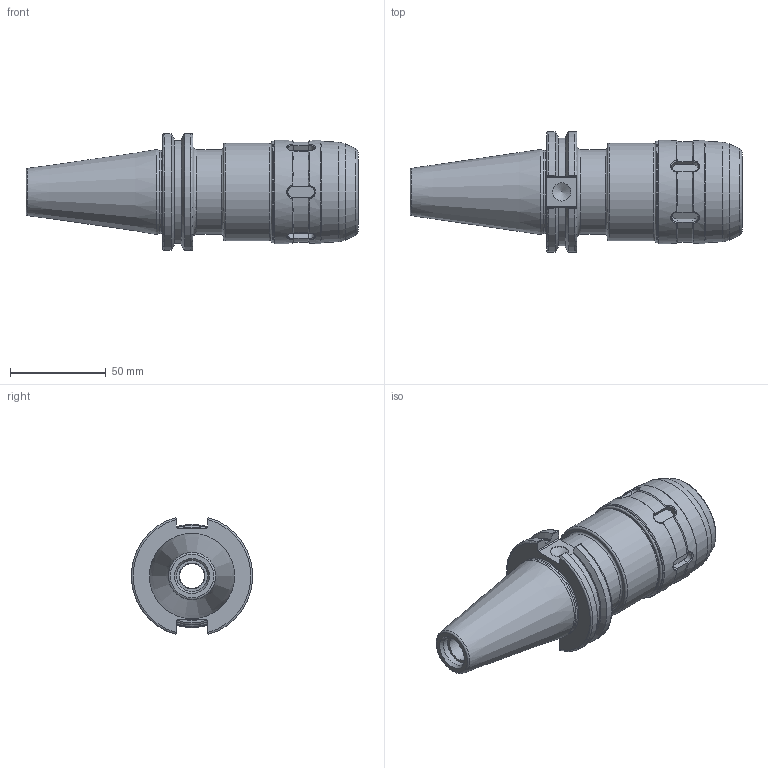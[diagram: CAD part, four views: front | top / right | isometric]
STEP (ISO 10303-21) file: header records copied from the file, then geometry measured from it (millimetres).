
FILE_DESCRIPTION(/* description */ (''),/* implementation_level */ '2;1');
FILE_NAME(/* name */ 'LK010.stp',/* time_stamp */ '2021-03-23T10:44:55+09:00',/* author */ ('eos'),/* organization */ (''),/* preprocessor_version */ 'ST-DEVELOPER v18.1',/* originating_system */ 'Autodesk Inventor 2020',/* authorisation */ '');
FILE_SCHEMA (('AUTOMOTIVE_DESIGN { 1 0 10303 214 3 1 1 }'));
Length unit declared in the file: millimetre
Products named in the file (3): CAT40-C19.05-104.9; CAT50; C32-CAP
Assembly tree (2 placements, depth 2):
  CAT40-C19.05-104.9
    CAT50
    C32-CAP
Bounding box: 173.65 x 63.26 x 61.09 mm (x, y, z)
Volume: 237771.7 mm3; surface area: 52330.7 mm2
Topology: 2 solids, 2 shells, 159 faces, 463 edges, 321 vertices
Faces by surface type: plane 58, cylinder 43, cone 31, torus 15, bspline 12
Full cylindrical faces by diameter (mm): 9.525 x1, 13 x1, 13.386 x1, 16.3 x1, 19.05 x1, 21 x1, 25.6 x1, 28.9 x1, 39.1 x3, 41 x2, 43.6 x1, 44.45 x1, 51 x1, 53 x1, 54 x2
Entity records: 6993 total; most frequent: CARTESIAN_POINT 2736, ORIENTED_EDGE 924, DIRECTION 835, EDGE_CURVE 462, AXIS2_PLACEMENT_3D 343, VERTEX_POINT 321, CIRCLE 191, EDGE_LOOP 177
